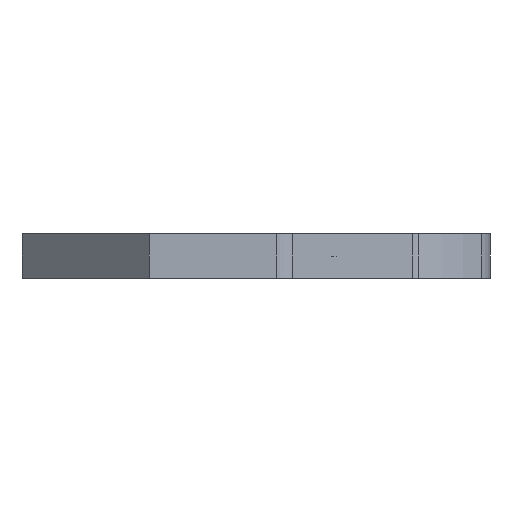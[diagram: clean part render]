
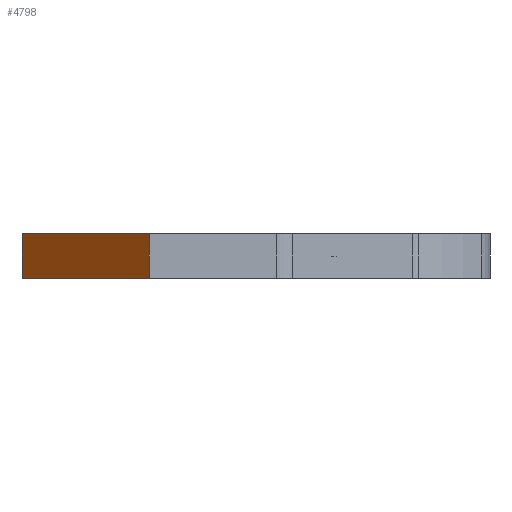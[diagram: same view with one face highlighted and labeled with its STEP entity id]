
A CAD part, left-side view. The second image highlights one B-rep face of the part: STEP entity #4798.
In plain terms, the highlighted planar face has unit normal (-0.707, 0.707, 0).
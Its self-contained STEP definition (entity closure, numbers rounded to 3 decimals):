
#29 = LINE ( 'NONE', #1634, #3522 ) ;
#75 = VECTOR ( 'NONE', #4619, 1000. ) ;
#102 = ORIENTED_EDGE ( 'NONE', *, *, #2756, .F. ) ;
#189 = VERTEX_POINT ( 'NONE', #5282 ) ;
#403 = DIRECTION ( 'NONE',  ( 0.707, 0.707, 0. ) ) ;
#438 = ORIENTED_EDGE ( 'NONE', *, *, #5094, .T. ) ;
#590 = VERTEX_POINT ( 'NONE', #2173 ) ;
#780 = EDGE_CURVE ( 'NONE', #1049, #590, #2179, .T. ) ;
#817 = CARTESIAN_POINT ( 'NONE',  ( -73.496, 145., 10. ) ) ;
#913 = PLANE ( 'NONE',  #1531 ) ;
#1049 = VERTEX_POINT ( 'NONE', #5088 ) ;
#1262 = DIRECTION ( 'NONE',  ( 0., 0., -1. ) ) ;
#1531 = AXIS2_PLACEMENT_3D ( 'NONE', #1785, #4058, #403 ) ;
#1634 = CARTESIAN_POINT ( 'NONE',  ( -73.496, 145., 10. ) ) ;
#1717 = EDGE_LOOP ( 'NONE', ( #5058, #3943, #102, #438 ) ) ;
#1785 = CARTESIAN_POINT ( 'NONE',  ( -73.496, 145., 10. ) ) ;
#2108 = DIRECTION ( 'NONE',  ( -0.707, -0.707, 0. ) ) ;
#2133 = LINE ( 'NONE', #2414, #4525 ) ;
#2173 = CARTESIAN_POINT ( 'NONE',  ( -131.3, 87.196, -10. ) ) ;
#2179 = LINE ( 'NONE', #2260, #75 ) ;
#2260 = CARTESIAN_POINT ( 'NONE',  ( -131.3, 87.196, 10. ) ) ;
#2414 = CARTESIAN_POINT ( 'NONE',  ( -73.496, 145., -10. ) ) ;
#2640 = LINE ( 'NONE', #817, #3756 ) ;
#2756 = EDGE_CURVE ( 'NONE', #189, #1049, #2640, .T. ) ;
#3522 = VECTOR ( 'NONE', #1262, 1000. ) ;
#3756 = VECTOR ( 'NONE', #4212, 1000. ) ;
#3864 = VERTEX_POINT ( 'NONE', #4168 ) ;
#3915 = FACE_OUTER_BOUND ( 'NONE', #1717, .T. ) ;
#3943 = ORIENTED_EDGE ( 'NONE', *, *, #780, .F. ) ;
#4058 = DIRECTION ( 'NONE',  ( 0.707, -0.707, 0. ) ) ;
#4168 = CARTESIAN_POINT ( 'NONE',  ( -73.496, 145., -10. ) ) ;
#4212 = DIRECTION ( 'NONE',  ( -0.707, -0.707, 0. ) ) ;
#4525 = VECTOR ( 'NONE', #2108, 1000. ) ;
#4619 = DIRECTION ( 'NONE',  ( 0., 0., -1. ) ) ;
#4798 = ADVANCED_FACE ( 'NONE', ( #3915 ), #913, .F. ) ;
#5058 = ORIENTED_EDGE ( 'NONE', *, *, #5324, .T. ) ;
#5088 = CARTESIAN_POINT ( 'NONE',  ( -131.3, 87.196, 10. ) ) ;
#5094 = EDGE_CURVE ( 'NONE', #189, #3864, #29, .T. ) ;
#5282 = CARTESIAN_POINT ( 'NONE',  ( -73.496, 145., 10. ) ) ;
#5324 = EDGE_CURVE ( 'NONE', #3864, #590, #2133, .T. ) ;
